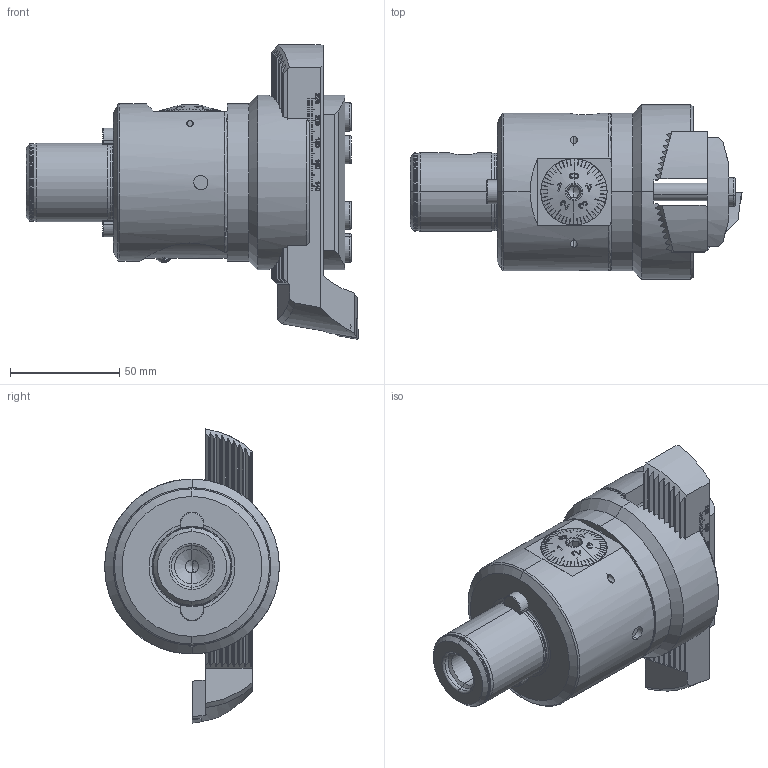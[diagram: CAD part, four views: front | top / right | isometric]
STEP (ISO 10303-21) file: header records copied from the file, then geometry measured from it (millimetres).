
FILE_DESCRIPTION (( 'STEP AP214' ), '1' );
FILE_NAME ('ST6-F00.K10.112.STEP', '2017-10-16T14:11:58', ( 'SWIAdmin' ), ( 'Hewlett-Packard Company' ), 'SwSTEP 2.0', 'SolidWorks 2017', '' );
FILE_SCHEMA (( 'AUTOMOTIVE_DESIGN' ));
Length unit declared in the file: millimetre
Products named in the file (23): F00-WCB.136.001_C; ISO 4762 - M6 x 35; F00-BG5.001.037_A; KU1-U10.001.010; KU1-U10.001.010_2; KU1-U10.001.010_1; ISO 4762 - M8 x 60; DIN 3771 - 24x1.5; F00-BG6.001.008_A; ISO 2338 - 3 h8 x 6; F72-BG3.003.013_A; A55-BG3.002.016_A; A55-BG2.001.000_B; ST6-ER2.001.012_A; F00-BG1.001.046_A; F00-WCB.136.003_A; ST6-F00.K10.112_A; F00-WCB.136.002_A; F00-ER1.101.045_A; ST6-F00.K10.112; F00-WCB.136.001; CCMT09T304; WCB-ER2.001.009_A
Assembly tree (32 placements, depth 3):
  ST6-F00.K10.112
    ST6-F00.K10.112_A
    F00-BG1.001.046_A
    A55-BG2.001.000_B
    A55-BG3.002.016_A
    F72-BG3.003.013_A
    ISO 2338 - 3 h8 x 6  x3
    F00-BG6.001.008_A  x2
    DIN 3771 - 24x1.5
    ISO 4762 - M8 x 60
    KU1-U10.001.010
      KU1-U10.001.010_1
      KU1-U10.001.010_2
    F00-BG5.001.037_A
    ISO 4762 - M6 x 35  x4
    F00-WCB.136.001
      F00-WCB.136.001_C
      WCB-ER2.001.009_A
      CCMT09T304
    F00-ER1.101.045_A  x4
    F00-WCB.136.002_A
    F00-WCB.136.003_A
    ST6-ER2.001.012_A  x2
Bounding box: 151.88 x 80 x 134.57 mm (x, y, z)
Volume: 469061 mm3; surface area: 124143.3 mm2
Topology: 30 solids, 30 shells, 1647 faces, 4133 edges, 2608 vertices
Faces by surface type: plane 817, cylinder 288, cone 265, bspline 181, torus 90, sphere 6
Entity records: 64467 total; most frequent: CARTESIAN_POINT 22499, ORIENTED_EDGE 7298, DIRECTION 5833, EDGE_CURVE 3649, VERTEX_POINT 2354, AXIS2_PLACEMENT_3D 2038, LINE 1757, VECTOR 1757
